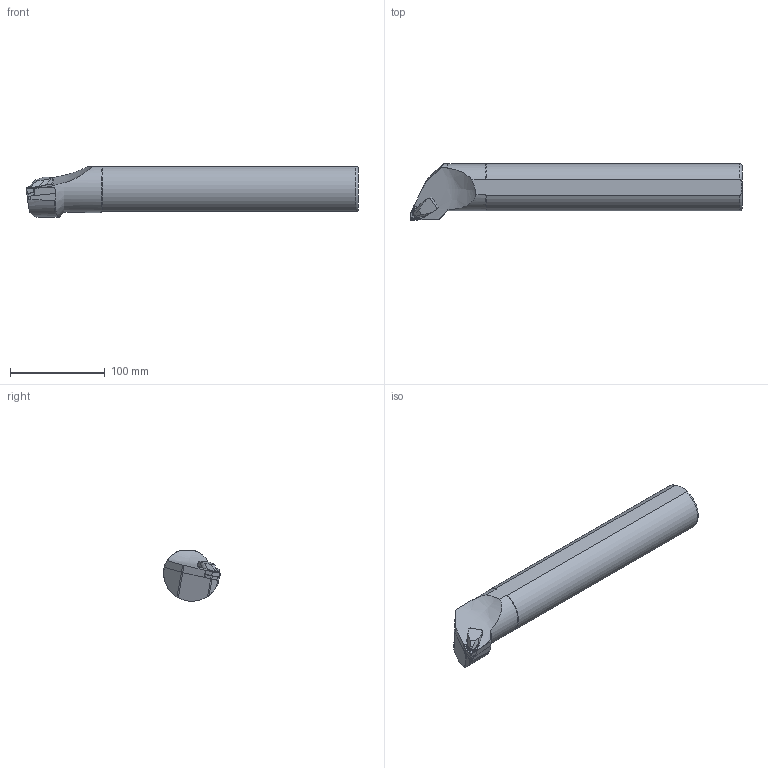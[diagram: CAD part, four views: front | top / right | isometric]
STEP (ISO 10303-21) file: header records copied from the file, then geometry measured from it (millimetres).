
FILE_DESCRIPTION(/* description */ (''),/* implementation_level */ '2;1');
FILE_NAME(/* name */ 'A50U-TWLNR-08.stp',/* time_stamp */ '2023-10-04T15:50:09+03:00',/* author */ (''),/* organization */ (''),/* preprocessor_version */ 'ST-DEVELOPER v19.4',/* originating_system */ 'SIEMENS PLM Software NX2306.3001',/* authorisation */ '');
FILE_SCHEMA (('AUTOMOTIVE_DESIGN { 1 0 10303 214 3 1 1 1 }'));
Length unit declared in the file: millimetre
Products named in the file (1): A50U-TWLNR-08
Bounding box: 350 x 59.99 x 53.2 mm (x, y, z)
Volume: 636819.6 mm3; surface area: 57996.3 mm2
Topology: 2 solids, 2 shells, 153 faces, 397 edges, 255 vertices
Faces by surface type: plane 77, cylinder 42, cone 23, bspline 6, torus 3, sphere 2
Full cylindrical faces by diameter (mm): 4.4 x1, 5.1 x1, 6.2 x1
Entity records: 5514 total; most frequent: CARTESIAN_POINT 1360, ORIENTED_EDGE 770, DIRECTION 762, EDGE_CURVE 385, AXIS2_PLACEMENT_3D 277, VERTEX_POINT 252, LINE 208, VECTOR 208
